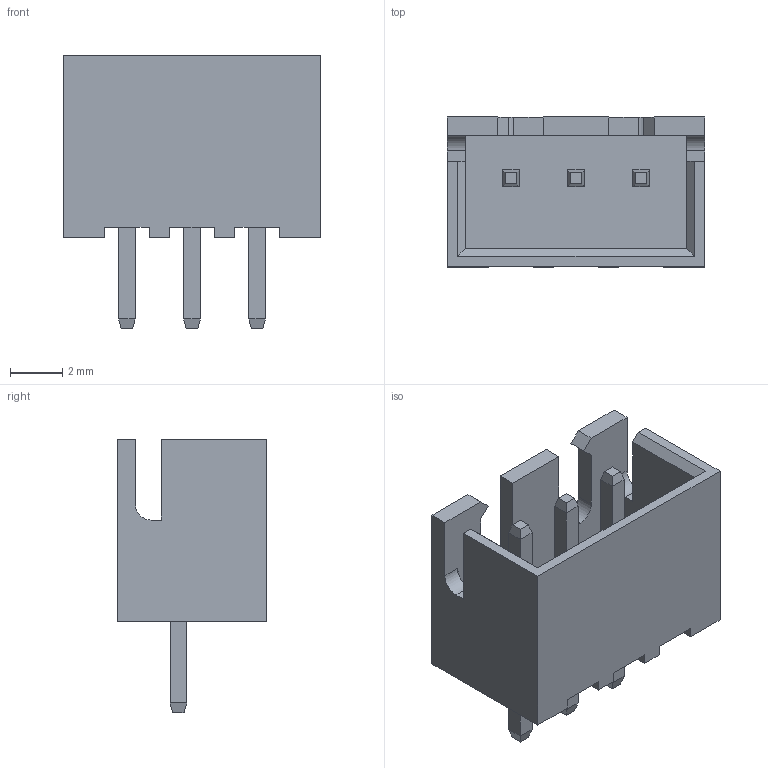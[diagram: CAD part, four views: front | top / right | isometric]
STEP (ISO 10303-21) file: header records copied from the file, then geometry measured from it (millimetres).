
FILE_DESCRIPTION(('STEP AP214'), '1');
FILE_NAME('BxB-XH-A', '', ('UNSPECIFIED'), ('UNSPECIFIED'), 'ASCON STEP Converter 1.6', 'ASCON Math Kernel', '');
FILE_SCHEMA(('AUTOMOTIVE_DESIGN { 1 0 10303 214 3 1 1}'));
Length unit declared in the file: millimetre
Bounding box: 9.9 x 5.75 x 10.5 mm (x, y, z)
Volume: 198.3 mm3; surface area: 512.7 mm2
Topology: 1 solids, 1 shells, 101 faces, 253 edges, 160 vertices
Faces by surface type: plane 97, cylinder 4
Entity records: 3775 total; most frequent: CARTESIAN_POINT 515, ORIENTED_EDGE 506, DIRECTION 465, EDGE_CURVE 253, LINE 245, VECTOR 245, VERTEX_POINT 160, AXIS2_PLACEMENT_3D 110
